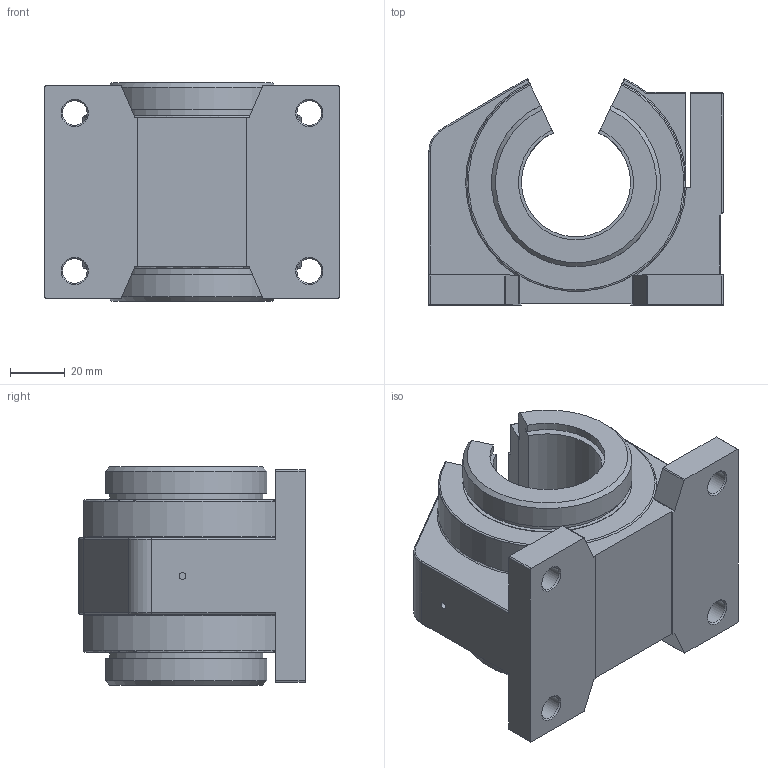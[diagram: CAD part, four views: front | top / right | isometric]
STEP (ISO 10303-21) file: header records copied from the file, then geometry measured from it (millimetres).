
FILE_DESCRIPTION(/* description */ (''),/* implementation_level */ '2;1');
FILE_NAME(/* name */ '131468-0.step',/* time_stamp */ '2021-08-11T11:37:37+02:00',/* author */ ('Schoefer'),/* organization */ (''),/* preprocessor_version */ 'ST-DEVELOPER v18.1',/* originating_system */ 'Autodesk Inventor 2021',/* authorisation */ '');
FILE_SCHEMA (('AUTOMOTIVE_DESIGN { 1 0 10303 214 3 1 1 }'));
Length unit declared in the file: millimetre
Products named in the file (3): MTW_1-00055024; leer_1_0; leer_2_0
Assembly tree (2 placements, depth 2):
  MTW_1-00055024
    leer_1_0
    leer_2_0
Bounding box: 108 x 83.06 x 80 mm (x, y, z)
Volume: 347090.4 mm3; surface area: 75036.4 mm2
Topology: 2 solids, 2 shells, 130 faces, 350 edges, 226 vertices
Faces by surface type: plane 55, cylinder 54, torus 12, cone 7, sphere 2
Full cylindrical faces by diameter (mm): 2.459 x1, 4.134 x2, 9 x4, 15 x4
Entity records: 4459 total; most frequent: CARTESIAN_POINT 924, DIRECTION 744, ORIENTED_EDGE 694, EDGE_CURVE 347, AXIS2_PLACEMENT_3D 278, VERTEX_POINT 226, LINE 188, VECTOR 188
